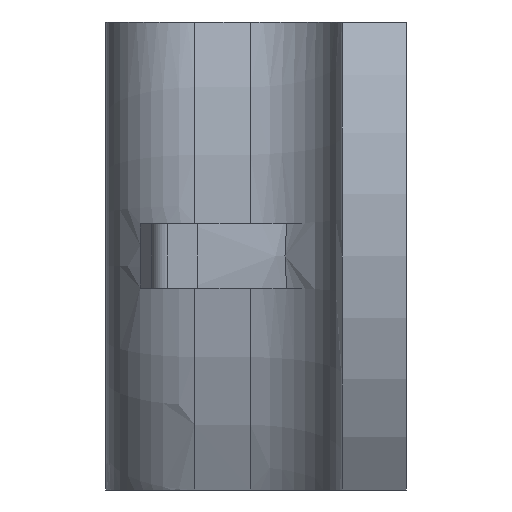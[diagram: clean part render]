
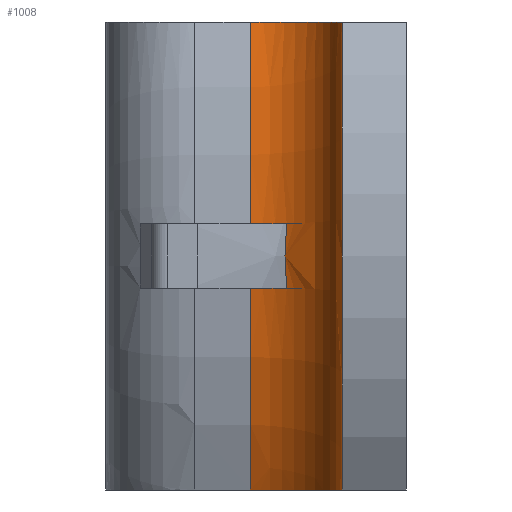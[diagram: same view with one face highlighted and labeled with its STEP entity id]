
A CAD part, left-side view. The second image highlights one B-rep face of the part: STEP entity #1008.
In plain terms, the highlighted toroidal (fillet/blend) face has major radius 16.441 mm and minor radius 2.388 mm.
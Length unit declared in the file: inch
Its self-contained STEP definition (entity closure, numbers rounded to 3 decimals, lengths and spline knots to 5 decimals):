
#213=B_SPLINE_CURVE_WITH_KNOTS('',3,(#1689,#1690,#1691,#1692,#1693,#1694),
 .UNSPECIFIED.,.F.,.F.,(4,2,4),(-2.62364,-2.54876,-2.47389),
 .UNSPECIFIED.);
#214=B_SPLINE_CURVE_WITH_KNOTS('',3,(#1697,#1698,#1699,#1700,#1701,#1702,
#1703,#1704,#1705,#1706),.UNSPECIFIED.,.F.,.F.,(4,2,2,2,4),(-1.09654,
-1.00033,-0.90629,-0.81621,-0.75012),
 .UNSPECIFIED.);
#215=B_SPLINE_CURVE_WITH_KNOTS('',3,(#1709,#1710,#1711,#1712,#1713,#1714,
#1715,#1716,#1717,#1718),.UNSPECIFIED.,.F.,.F.,(4,2,2,2,4),(-0.70985,
-0.64375,-0.55368,-0.45964,-0.36342),
 .UNSPECIFIED.);
#246=TOROIDAL_SURFACE('',#1094,0.64728,0.094);
#260=FACE_OUTER_BOUND('',#314,.T.);
#314=EDGE_LOOP('',(#727,#728,#729,#730,#731,#732,#733,#734));
#374=CIRCLE('',#1078,0.55364);
#376=CIRCLE('',#1081,0.55364);
#381=CIRCLE('',#1095,0.0939);
#382=CIRCLE('',#1096,0.64728);
#383=CIRCLE('',#1097,0.0939);
#427=VERTEX_POINT('',#1553);
#431=VERTEX_POINT('',#1560);
#435=VERTEX_POINT('',#1572);
#436=VERTEX_POINT('',#1574);
#447=VERTEX_POINT('',#1687);
#448=VERTEX_POINT('',#1688);
#449=VERTEX_POINT('',#1696);
#450=VERTEX_POINT('',#1707);
#536=EDGE_CURVE('',#427,#431,#374,.T.);
#540=EDGE_CURVE('',#436,#435,#376,.T.);
#559=EDGE_CURVE('',#447,#448,#213,.T.);
#560=EDGE_CURVE('',#448,#427,#381,.T.);
#561=EDGE_CURVE('',#449,#431,#214,.T.);
#562=EDGE_CURVE('',#450,#449,#382,.T.);
#563=EDGE_CURVE('',#436,#450,#215,.T.);
#564=EDGE_CURVE('',#435,#447,#383,.T.);
#727=ORIENTED_EDGE('',*,*,#559,.T.);
#728=ORIENTED_EDGE('',*,*,#560,.T.);
#729=ORIENTED_EDGE('',*,*,#536,.T.);
#730=ORIENTED_EDGE('',*,*,#561,.F.);
#731=ORIENTED_EDGE('',*,*,#562,.F.);
#732=ORIENTED_EDGE('',*,*,#563,.F.);
#733=ORIENTED_EDGE('',*,*,#540,.T.);
#734=ORIENTED_EDGE('',*,*,#564,.T.);
#1008=ADVANCED_FACE('',(#260),#246,.F.);
#1078=AXIS2_PLACEMENT_3D('',#1565,#1215,#1216);
#1081=AXIS2_PLACEMENT_3D('',#1575,#1223,#1224);
#1094=AXIS2_PLACEMENT_3D('',#1686,#1251,#1252);
#1095=AXIS2_PLACEMENT_3D('',#1695,#1253,#1254);
#1096=AXIS2_PLACEMENT_3D('',#1708,#1255,#1256);
#1097=AXIS2_PLACEMENT_3D('',#1719,#1257,#1258);
#1215=DIRECTION('center_axis',(0.,-1.,0.));
#1216=DIRECTION('ref_axis',(0.,0.,-1.));
#1223=DIRECTION('center_axis',(0.,-1.,0.));
#1224=DIRECTION('ref_axis',(0.,0.,-1.));
#1251=DIRECTION('center_axis',(0.,-1.,0.));
#1252=DIRECTION('ref_axis',(0.,0.,-1.));
#1253=DIRECTION('center_axis',(0.,0.,1.));
#1254=DIRECTION('ref_axis',(0.996,-0.087,0.));
#1255=DIRECTION('center_axis',(0.,-1.,0.));
#1256=DIRECTION('ref_axis',(0.,0.,-1.));
#1257=DIRECTION('center_axis',(0.,0.,-1.));
#1258=DIRECTION('ref_axis',(0.893,-0.45,0.));
#1553=CARTESIAN_POINT('',(-0.55282,0.14581,-0.03));
#1560=CARTESIAN_POINT('',(-0.50848,0.14581,-0.219));
#1565=CARTESIAN_POINT('Origin',(0.,0.14581,0.));
#1572=CARTESIAN_POINT('',(-0.55282,0.14581,0.03));
#1574=CARTESIAN_POINT('',(-0.50848,0.14581,0.219));
#1575=CARTESIAN_POINT('Origin',(0.,0.14581,0.));
#1686=CARTESIAN_POINT('Origin',(0.,0.154,0.));
#1687=CARTESIAN_POINT('',(-0.5625,0.11177,0.03));
#1688=CARTESIAN_POINT('',(-0.5625,0.11177,-0.03));
#1689=CARTESIAN_POINT('Ctrl Pts',(-0.5625,0.11177,0.03));
#1690=CARTESIAN_POINT('Ctrl Pts',(-0.5625,0.11285,0.01985));
#1691=CARTESIAN_POINT('Ctrl Pts',(-0.5625,0.1134,0.00983));
#1692=CARTESIAN_POINT('Ctrl Pts',(-0.5625,0.1134,-0.00983));
#1693=CARTESIAN_POINT('Ctrl Pts',(-0.5625,0.11285,-0.01985));
#1694=CARTESIAN_POINT('Ctrl Pts',(-0.5625,0.11177,-0.03));
#1695=CARTESIAN_POINT('Origin',(-0.64637,0.15401,-0.03));
#1696=CARTESIAN_POINT('',(-0.60911,0.06,-0.219));
#1697=CARTESIAN_POINT('Ctrl Pts',(-0.60911,0.06,-0.219));
#1698=CARTESIAN_POINT('Ctrl Pts',(-0.59648,0.06,-0.219));
#1699=CARTESIAN_POINT('Ctrl Pts',(-0.58159,0.06284,
-0.219));
#1700=CARTESIAN_POINT('Ctrl Pts',(-0.55839,0.07205,
-0.219));
#1701=CARTESIAN_POINT('Ctrl Pts',(-0.54587,0.07997,
-0.219));
#1702=CARTESIAN_POINT('Ctrl Pts',(-0.52838,0.09663,
-0.219));
#1703=CARTESIAN_POINT('Ctrl Pts',(-0.52015,0.10819,
-0.219));
#1704=CARTESIAN_POINT('Ctrl Pts',(-0.51197,0.12698,
-0.219));
#1705=CARTESIAN_POINT('Ctrl Pts',(-0.50936,0.13662,-0.219));
#1706=CARTESIAN_POINT('Ctrl Pts',(-0.50848,0.14581,
-0.219));
#1707=CARTESIAN_POINT('',(-0.60911,0.06,0.219));
#1708=CARTESIAN_POINT('Origin',(0.,0.06,0.));
#1709=CARTESIAN_POINT('Ctrl Pts',(-0.50848,0.14581,
0.219));
#1710=CARTESIAN_POINT('Ctrl Pts',(-0.50936,0.13662,0.219));
#1711=CARTESIAN_POINT('Ctrl Pts',(-0.51197,0.12698,
0.219));
#1712=CARTESIAN_POINT('Ctrl Pts',(-0.52015,0.10819,
0.219));
#1713=CARTESIAN_POINT('Ctrl Pts',(-0.52838,0.09663,
0.219));
#1714=CARTESIAN_POINT('Ctrl Pts',(-0.54587,0.07997,
0.219));
#1715=CARTESIAN_POINT('Ctrl Pts',(-0.55839,0.07205,
0.219));
#1716=CARTESIAN_POINT('Ctrl Pts',(-0.58159,0.06284,
0.219));
#1717=CARTESIAN_POINT('Ctrl Pts',(-0.59648,0.06,0.219));
#1718=CARTESIAN_POINT('Ctrl Pts',(-0.60911,0.06,0.219));
#1719=CARTESIAN_POINT('Origin',(-0.64637,0.15401,0.03));
